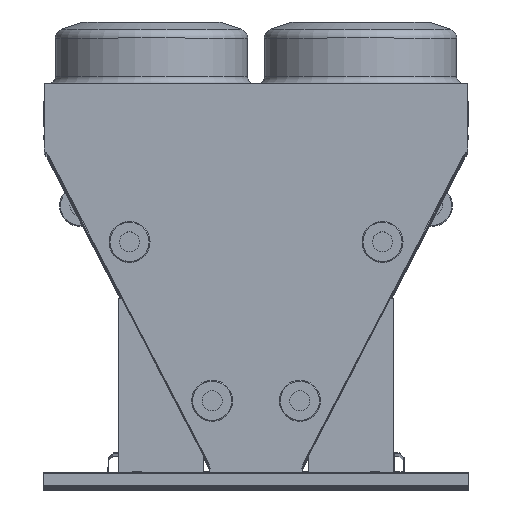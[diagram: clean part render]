
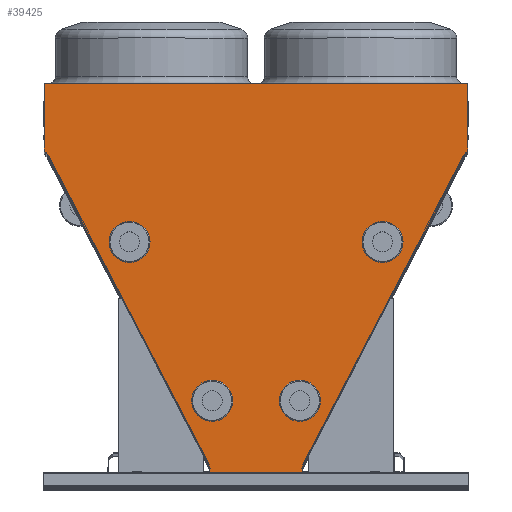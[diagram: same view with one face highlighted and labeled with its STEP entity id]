
A CAD part, top view. The second image highlights one B-rep face of the part: STEP entity #39425.
In plain terms, the highlighted planar face has unit normal (0, 0, 1).
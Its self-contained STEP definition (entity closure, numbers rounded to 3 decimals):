
#13 = CARTESIAN_POINT ( 'NONE',  ( -1126.246, 1711.83, 0. ) ) ;
#712 = DIRECTION ( 'NONE',  ( 0.462, 0.887, 0. ) ) ;
#1596 = CARTESIAN_POINT ( 'NONE',  ( 279.893, 0., 0. ) ) ;
#1766 = ORIENTED_EDGE ( 'NONE', *, *, #28489, .T. ) ;
#1805 = CARTESIAN_POINT ( 'NONE',  ( 1126.218, 1711.776, 0. ) ) ;
#2548 = VERTEX_POINT ( 'NONE', #35320 ) ;
#2844 = VERTEX_POINT ( 'NONE', #33689 ) ;
#3098 = DIRECTION ( 'NONE',  ( 0., -1., 0. ) ) ;
#3603 = VECTOR ( 'NONE', #31721, 1000. ) ;
#3657 = ORIENTED_EDGE ( 'NONE', *, *, #38109, .T. ) ;
#4003 = DIRECTION ( 'NONE',  ( 0., 1., 0. ) ) ;
#4270 = VECTOR ( 'NONE', #24285, 1000. ) ;
#4731 = CARTESIAN_POINT ( 'NONE',  ( 279.893, 1.482, 0. ) ) ;
#5120 = VERTEX_POINT ( 'NONE', #1596 ) ;
#5624 = EDGE_CURVE ( 'NONE', #32207, #9768, #17858, .T. ) ;
#5712 = VECTOR ( 'NONE', #30511, 1000. ) ;
#5721 = LINE ( 'NONE', #27748, #22785 ) ;
#5934 = CARTESIAN_POINT ( 'NONE',  ( -245.403, 20.223, 0. ) ) ;
#8370 = DIRECTION ( 'NONE',  ( -1., 0., 0. ) ) ;
#8755 = VECTOR ( 'NONE', #18898, 1000. ) ;
#9599 = VECTOR ( 'NONE', #13836, 1000. ) ;
#9768 = VERTEX_POINT ( 'NONE', #27530 ) ;
#10699 = VECTOR ( 'NONE', #8370, 1000. ) ;
#10966 = EDGE_CURVE ( 'NONE', #2548, #2844, #42332, .T. ) ;
#11055 = FACE_OUTER_BOUND ( 'NONE', #26602, .T. ) ;
#11225 = LINE ( 'NONE', #12470, #27254 ) ;
#11513 = DIRECTION ( 'NONE',  ( 0., 1., 0. ) ) ;
#11682 = VERTEX_POINT ( 'NONE', #29490 ) ;
#11735 = ORIENTED_EDGE ( 'NONE', *, *, #18699, .T. ) ;
#11839 = ORIENTED_EDGE ( 'NONE', *, *, #10966, .T. ) ;
#12100 = CARTESIAN_POINT ( 'NONE',  ( 1136.15, 2083.62, 0. ) ) ;
#12198 = CARTESIAN_POINT ( 'NONE',  ( 279.893, 0., 0. ) ) ;
#12285 = LINE ( 'NONE', #39248, #38392 ) ;
#12395 = ORIENTED_EDGE ( 'NONE', *, *, #27658, .T. ) ;
#12470 = CARTESIAN_POINT ( 'NONE',  ( -245.403, 20.223, 0. ) ) ;
#12731 = ORIENTED_EDGE ( 'NONE', *, *, #41328, .T. ) ;
#12920 = VERTEX_POINT ( 'NONE', #35963 ) ;
#13365 = LINE ( 'NONE', #13995, #4270 ) ;
#13836 = DIRECTION ( 'NONE',  ( -0.461, -0.887, 0. ) ) ;
#13961 = VERTEX_POINT ( 'NONE', #21902 ) ;
#13995 = CARTESIAN_POINT ( 'NONE',  ( -246.893, 17.358, 0. ) ) ;
#14408 = ORIENTED_EDGE ( 'NONE', *, *, #30095, .T. ) ;
#14767 = LINE ( 'NONE', #40656, #5712 ) ;
#14838 = CARTESIAN_POINT ( 'NONE',  ( -246.893, 17.358, 0. ) ) ;
#15029 = VERTEX_POINT ( 'NONE', #34438 ) ;
#15410 = VECTOR ( 'NONE', #712, 1000. ) ;
#15548 = DIRECTION ( 'NONE',  ( 0., 1., 0. ) ) ;
#15862 = ORIENTED_EDGE ( 'NONE', *, *, #22410, .T. ) ;
#16026 = LINE ( 'NONE', #43970, #30930 ) ;
#16212 = ORIENTED_EDGE ( 'NONE', *, *, #37526, .T. ) ;
#17774 = CARTESIAN_POINT ( 'NONE',  ( 1127.607, 1711.053, 0. ) ) ;
#17858 = LINE ( 'NONE', #21429, #25862 ) ;
#18229 = CARTESIAN_POINT ( 'NONE',  ( -1136.282, 1727.462, 0. ) ) ;
#18320 = ORIENTED_EDGE ( 'NONE', *, *, #39592, .T. ) ;
#18699 = EDGE_CURVE ( 'NONE', #12920, #39533, #36217, .T. ) ;
#18751 = DIRECTION ( 'NONE',  ( 0.462, 0.887, 0. ) ) ;
#18898 = DIRECTION ( 'NONE',  ( 0.887, -0.462, 0. ) ) ;
#19279 = ORIENTED_EDGE ( 'NONE', *, *, #23858, .T. ) ;
#19292 = ORIENTED_EDGE ( 'NONE', *, *, #27583, .T. ) ;
#19592 = VERTEX_POINT ( 'NONE', #17774 ) ;
#19767 = LINE ( 'NONE', #40944, #9599 ) ;
#19804 = LINE ( 'NONE', #32053, #10699 ) ;
#19975 = CARTESIAN_POINT ( 'NONE',  ( -279.893, 0., 0. ) ) ;
#20690 = LINE ( 'NONE', #28343, #3603 ) ;
#21002 = DIRECTION ( 'NONE',  ( 0.887, 0.462, 0. ) ) ;
#21429 = CARTESIAN_POINT ( 'NONE',  ( -1127.739, 1711.053, 0. ) ) ;
#21546 = VERTEX_POINT ( 'NONE', #22114 ) ;
#21902 = CARTESIAN_POINT ( 'NONE',  ( 245.39, 20.232, 0. ) ) ;
#22114 = CARTESIAN_POINT ( 'NONE',  ( -1136.282, 2083.62, 0. ) ) ;
#22153 = EDGE_CURVE ( 'NONE', #39533, #5120, #29709, .T. ) ;
#22171 = ORIENTED_EDGE ( 'NONE', *, *, #22153, .T. ) ;
#22410 = EDGE_CURVE ( 'NONE', #2844, #13961, #29166, .T. ) ;
#22785 = VECTOR ( 'NONE', #4003, 1000. ) ;
#22859 = LINE ( 'NONE', #24446, #30837 ) ;
#22943 = DIRECTION ( 'NONE',  ( -1., 0., 0. ) ) ;
#23837 = CARTESIAN_POINT ( 'NONE',  ( 246.893, 17.358, 0. ) ) ;
#23858 = EDGE_CURVE ( 'NONE', #33386, #19592, #27995, .T. ) ;
#23998 = VECTOR ( 'NONE', #15548, 1000. ) ;
#24285 = DIRECTION ( 'NONE',  ( 0., -1., 0. ) ) ;
#24446 = CARTESIAN_POINT ( 'NONE',  ( -1127.739, 1711.053, 0. ) ) ;
#24863 = DIRECTION ( 'NONE',  ( 0.462, -0.887, 0. ) ) ;
#25862 = VECTOR ( 'NONE', #24863, 1000. ) ;
#26218 = VERTEX_POINT ( 'NONE', #14838 ) ;
#26602 = EDGE_LOOP ( 'NONE', ( #19292, #30410, #1766, #41546, #12395, #12731, #33552, #11735, #22171, #14408, #31727, #11839, #15862, #33658, #19279, #16212, #3657, #18320 ) ) ;
#26810 = EDGE_CURVE ( 'NONE', #39610, #12920, #19804, .T. ) ;
#27254 = VECTOR ( 'NONE', #36295, 1000. ) ;
#27272 = DIRECTION ( 'NONE',  ( -0.463, 0.886, 0. ) ) ;
#27530 = CARTESIAN_POINT ( 'NONE',  ( -1127.739, 1711.053, 0. ) ) ;
#27583 = EDGE_CURVE ( 'NONE', #21546, #32207, #16026, .T. ) ;
#27658 = EDGE_CURVE ( 'NONE', #31235, #26218, #19767, .T. ) ;
#27748 = CARTESIAN_POINT ( 'NONE',  ( 279.893, 0., 0. ) ) ;
#27995 = LINE ( 'NONE', #42703, #8755 ) ;
#28343 = CARTESIAN_POINT ( 'NONE',  ( 279.893, 1.482, 0. ) ) ;
#28489 = EDGE_CURVE ( 'NONE', #9768, #42672, #22859, .T. ) ;
#29166 = LINE ( 'NONE', #23837, #30230 ) ;
#29490 = CARTESIAN_POINT ( 'NONE',  ( 1136.15, 2083.62, 0. ) ) ;
#29634 = PLANE ( 'NONE',  #41683 ) ;
#29709 = LINE ( 'NONE', #12198, #37695 ) ;
#30095 = EDGE_CURVE ( 'NONE', #5120, #33913, #5721, .T. ) ;
#30230 = VECTOR ( 'NONE', #27272, 1000. ) ;
#30410 = ORIENTED_EDGE ( 'NONE', *, *, #5624, .T. ) ;
#30511 = DIRECTION ( 'NONE',  ( -1., 0., 0. ) ) ;
#30651 = CARTESIAN_POINT ( 'NONE',  ( -246.893, 1.482, 0. ) ) ;
#30837 = VECTOR ( 'NONE', #21002, 1000. ) ;
#30930 = VECTOR ( 'NONE', #3098, 1000. ) ;
#31137 = VECTOR ( 'NONE', #11513, 1000. ) ;
#31235 = VERTEX_POINT ( 'NONE', #5934 ) ;
#31721 = DIRECTION ( 'NONE',  ( -1., 0., 0. ) ) ;
#31727 = ORIENTED_EDGE ( 'NONE', *, *, #39195, .T. ) ;
#32053 = CARTESIAN_POINT ( 'NONE',  ( -279.893, 1.482, 0. ) ) ;
#32207 = VERTEX_POINT ( 'NONE', #18229 ) ;
#32602 = DIRECTION ( 'NONE',  ( 1., 0., 0. ) ) ;
#33024 = CARTESIAN_POINT ( 'NONE',  ( -279.893, 0., 0. ) ) ;
#33052 = CARTESIAN_POINT ( 'NONE',  ( 0., 0., 0. ) ) ;
#33386 = VERTEX_POINT ( 'NONE', #1805 ) ;
#33552 = ORIENTED_EDGE ( 'NONE', *, *, #26810, .T. ) ;
#33658 = ORIENTED_EDGE ( 'NONE', *, *, #38361, .T. ) ;
#33689 = CARTESIAN_POINT ( 'NONE',  ( 246.893, 17.358, 0. ) ) ;
#33913 = VERTEX_POINT ( 'NONE', #4731 ) ;
#34438 = CARTESIAN_POINT ( 'NONE',  ( 1136.15, 1727.462, 0. ) ) ;
#35320 = CARTESIAN_POINT ( 'NONE',  ( 246.893, 1.482, 0. ) ) ;
#35963 = CARTESIAN_POINT ( 'NONE',  ( -279.893, 1.482, 0. ) ) ;
#36217 = LINE ( 'NONE', #33024, #44265 ) ;
#36295 = DIRECTION ( 'NONE',  ( 0.462, -0.887, 0. ) ) ;
#36453 = DIRECTION ( 'NONE',  ( 0., -1., 0. ) ) ;
#37526 = EDGE_CURVE ( 'NONE', #19592, #15029, #12285, .T. ) ;
#37589 = EDGE_CURVE ( 'NONE', #42672, #31235, #11225, .T. ) ;
#37695 = VECTOR ( 'NONE', #32602, 1000. ) ;
#38109 = EDGE_CURVE ( 'NONE', #15029, #11682, #42073, .T. ) ;
#38361 = EDGE_CURVE ( 'NONE', #13961, #33386, #43703, .T. ) ;
#38392 = VECTOR ( 'NONE', #18751, 1000. ) ;
#38764 = CARTESIAN_POINT ( 'NONE',  ( 246.893, 17.358, 0. ) ) ;
#39195 = EDGE_CURVE ( 'NONE', #33913, #2548, #20690, .T. ) ;
#39248 = CARTESIAN_POINT ( 'NONE',  ( 1127.607, 1711.053, 0. ) ) ;
#39425 = ADVANCED_FACE ( 'NONE', ( #11055 ), #29634, .F. ) ;
#39533 = VERTEX_POINT ( 'NONE', #19975 ) ;
#39592 = EDGE_CURVE ( 'NONE', #11682, #21546, #14767, .T. ) ;
#39610 = VERTEX_POINT ( 'NONE', #30651 ) ;
#40656 = CARTESIAN_POINT ( 'NONE',  ( -1136.282, 2083.62, 0. ) ) ;
#40944 = CARTESIAN_POINT ( 'NONE',  ( -246.893, 17.358, 0. ) ) ;
#41328 = EDGE_CURVE ( 'NONE', #26218, #39610, #13365, .T. ) ;
#41546 = ORIENTED_EDGE ( 'NONE', *, *, #37589, .T. ) ;
#41593 = CARTESIAN_POINT ( 'NONE',  ( 245.39, 20.232, 0. ) ) ;
#41683 = AXIS2_PLACEMENT_3D ( 'NONE', #33052, #43345, #22943 ) ;
#42073 = LINE ( 'NONE', #12100, #23998 ) ;
#42332 = LINE ( 'NONE', #38764, #31137 ) ;
#42672 = VERTEX_POINT ( 'NONE', #13 ) ;
#42703 = CARTESIAN_POINT ( 'NONE',  ( 1127.607, 1711.053, 0. ) ) ;
#43345 = DIRECTION ( 'NONE',  ( 0., 0., -1. ) ) ;
#43703 = LINE ( 'NONE', #41593, #15410 ) ;
#43970 = CARTESIAN_POINT ( 'NONE',  ( -1136.282, 1727.462, 0. ) ) ;
#44265 = VECTOR ( 'NONE', #36453, 1000. ) ;
